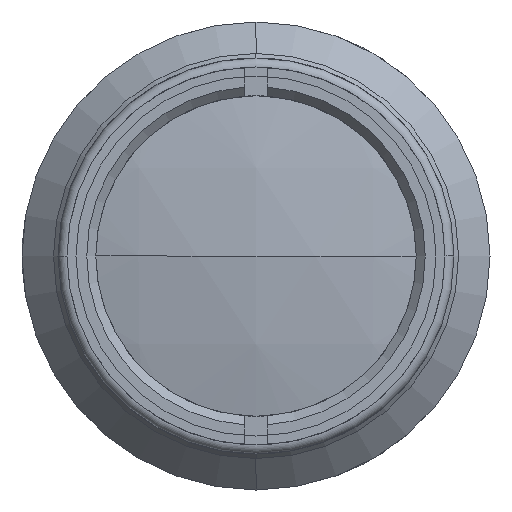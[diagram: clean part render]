
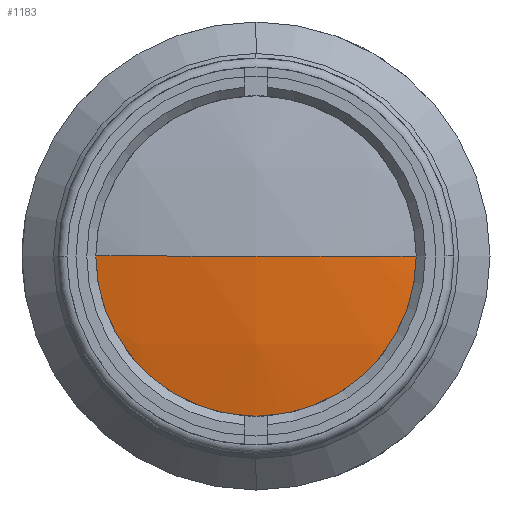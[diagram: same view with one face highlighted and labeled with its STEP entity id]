
A CAD part, left-side view. The second image highlights one B-rep face of the part: STEP entity #1183.
In plain terms, the highlighted spherical face has radius 87.5 mm.
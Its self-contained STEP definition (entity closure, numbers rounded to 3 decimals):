
#73 = CIRCLE ( 'NONE', #3406, 87.5 ) ;
#98 = CARTESIAN_POINT ( 'NONE',  ( 8.616, 0., 0. ) ) ;
#155 = CARTESIAN_POINT ( 'NONE',  ( -76.683, -19.5, 0. ) ) ;
#381 = EDGE_CURVE ( 'NONE', #656, #2401, #1534, .T. ) ;
#398 = FACE_OUTER_BOUND ( 'NONE', #1561, .T. ) ;
#446 = EDGE_CURVE ( 'NONE', #656, #2382, #1272, .T. ) ;
#656 = VERTEX_POINT ( 'NONE', #2556 ) ;
#672 = CARTESIAN_POINT ( 'NONE',  ( 8.616, 0., 0. ) ) ;
#869 = AXIS2_PLACEMENT_3D ( 'NONE', #672, #3379, #905 ) ;
#884 = CARTESIAN_POINT ( 'NONE',  ( -76.683, 0., 0. ) ) ;
#905 = DIRECTION ( 'NONE',  ( 0., 1., 0. ) ) ;
#937 = DIRECTION ( 'NONE',  ( 0., 0., 1. ) ) ;
#962 = DIRECTION ( 'NONE',  ( 0., 0., -1. ) ) ;
#1153 = DIRECTION ( 'NONE',  ( 1., 0., 0. ) ) ;
#1183 = ADVANCED_FACE ( 'NONE', ( #398 ), #2589, .T. ) ;
#1193 = EDGE_CURVE ( 'NONE', #2401, #2382, #73, .T. ) ;
#1272 = CIRCLE ( 'NONE', #3287, 87.5 ) ;
#1295 = DIRECTION ( 'NONE',  ( 0., 1., 0. ) ) ;
#1476 = ORIENTED_EDGE ( 'NONE', *, *, #381, .T. ) ;
#1534 = CIRCLE ( 'NONE', #2700, 19.5 ) ;
#1561 = EDGE_LOOP ( 'NONE', ( #1476, #2380, #1789 ) ) ;
#1789 = ORIENTED_EDGE ( 'NONE', *, *, #446, .F. ) ;
#2037 = DIRECTION ( 'NONE',  ( -1., 0., 0. ) ) ;
#2380 = ORIENTED_EDGE ( 'NONE', *, *, #1193, .T. ) ;
#2382 = VERTEX_POINT ( 'NONE', #3097 ) ;
#2401 = VERTEX_POINT ( 'NONE', #155 ) ;
#2556 = CARTESIAN_POINT ( 'NONE',  ( -76.683, 19.5, 0. ) ) ;
#2589 = SPHERICAL_SURFACE ( 'NONE', #869, 87.5 ) ;
#2700 = AXIS2_PLACEMENT_3D ( 'NONE', #884, #2037, #3089 ) ;
#3089 = DIRECTION ( 'NONE',  ( 0., 0., 1. ) ) ;
#3097 = CARTESIAN_POINT ( 'NONE',  ( -78.884, 0., 0. ) ) ;
#3287 = AXIS2_PLACEMENT_3D ( 'NONE', #98, #937, #1153 ) ;
#3379 = DIRECTION ( 'NONE',  ( 0., 0., -1. ) ) ;
#3406 = AXIS2_PLACEMENT_3D ( 'NONE', #3432, #962, #1295 ) ;
#3432 = CARTESIAN_POINT ( 'NONE',  ( 8.616, 0., 0. ) ) ;
